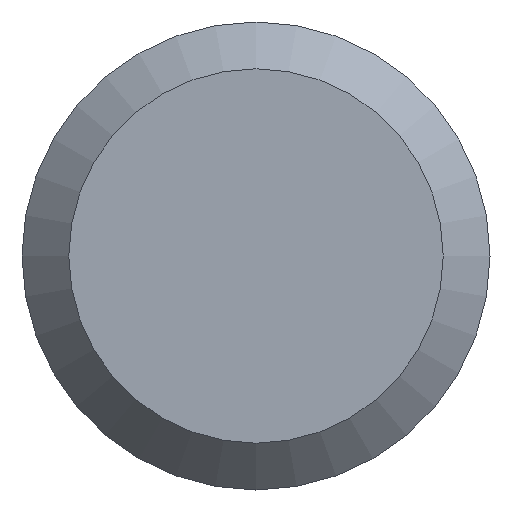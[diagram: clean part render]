
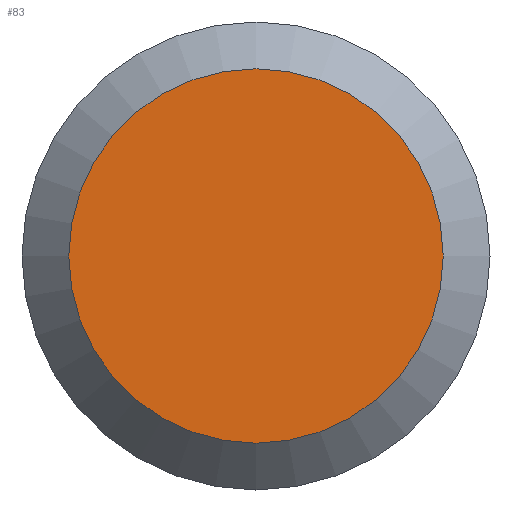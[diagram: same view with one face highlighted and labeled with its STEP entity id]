
A CAD part, left-side view. The second image highlights one B-rep face of the part: STEP entity #83.
In plain terms, the highlighted planar face has unit normal (-1, 0, 0).
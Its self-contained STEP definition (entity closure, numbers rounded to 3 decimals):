
#13 = EDGE_LOOP ( 'NONE', ( #139 ) ) ;
#16 = AXIS2_PLACEMENT_3D ( 'NONE', #87, #186, #193 ) ;
#39 = EDGE_CURVE ( 'NONE', #62, #62, #157, .T. ) ;
#62 = VERTEX_POINT ( 'NONE', #138 ) ;
#83 = ADVANCED_FACE ( 'NONE', ( #101 ), #177, .F. ) ;
#87 = CARTESIAN_POINT ( 'NONE',  ( 0., 0., 0. ) ) ;
#101 = FACE_OUTER_BOUND ( 'NONE', #13, .T. ) ;
#133 = CARTESIAN_POINT ( 'NONE',  ( 0., 2.7, 0. ) ) ;
#138 = CARTESIAN_POINT ( 'NONE',  ( 0., 0., -2.16 ) ) ;
#139 = ORIENTED_EDGE ( 'NONE', *, *, #39, .T. ) ;
#152 = DIRECTION ( 'NONE',  ( 1., 0., 0. ) ) ;
#157 = CIRCLE ( 'NONE', #16, 2.16 ) ;
#170 = DIRECTION ( 'NONE',  ( 0., 0., -1. ) ) ;
#177 = PLANE ( 'NONE',  #202 ) ;
#186 = DIRECTION ( 'NONE',  ( -1., 0., 0. ) ) ;
#193 = DIRECTION ( 'NONE',  ( 0., 0., -1. ) ) ;
#202 = AXIS2_PLACEMENT_3D ( 'NONE', #133, #152, #170 ) ;
